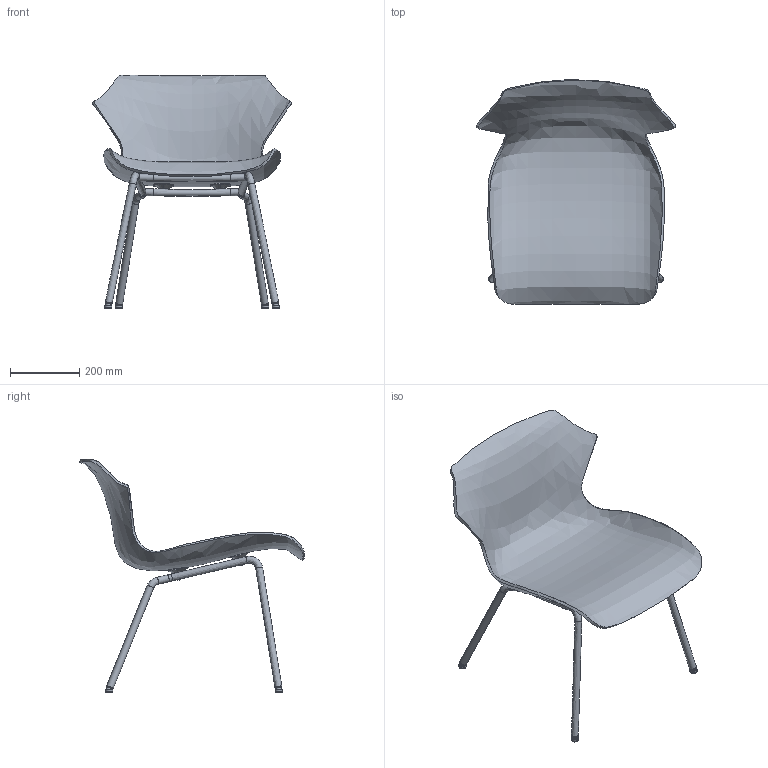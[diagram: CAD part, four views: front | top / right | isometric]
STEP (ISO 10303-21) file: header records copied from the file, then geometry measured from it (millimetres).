
FILE_DESCRIPTION(/* description */ (''),/* implementation_level */ '2;1');
FILE_NAME(/* name */ 'Petal_CB-294M_3D',/* time_stamp */ '2023-10-06T12:37:39+02:00',/* author */ (''),/* organization */ (''),/* preprocessor_version */ 'ST-DEVELOPER v16.5',/* originating_system */ 'Rhino 7.31',/* authorisation */ '');
FILE_SCHEMA (('AUTOMOTIVE_DESIGN'));
Length unit declared in the file: centimetre
Products named in the file (2): Document; Petal_CB-294M
Assembly tree (1 placements, depth 2):
  Document
    Petal_CB-294M
Bounding box: 573.31 x 647.73 x 673.82 mm (x, y, z)
Volume: 3522965.2 mm3; surface area: 1069012.7 mm2
Topology: 11 solids, 29 shells, 132 faces, 226 edges, 144 vertices
Faces by surface type: bspline 44, cylinder 44, plane 44
Full cylindrical faces by diameter (mm): 19.5 x4, 20 x12, 21 x4
Entity records: 17605 total; most frequent: CARTESIAN_POINT 15666, ORIENTED_EDGE 428, EDGE_CURVE 226, EDGE_LOOP 144, VERTEX_POINT 144, ADVANCED_FACE 132, FACE_OUTER_BOUND 132, DIRECTION 98
